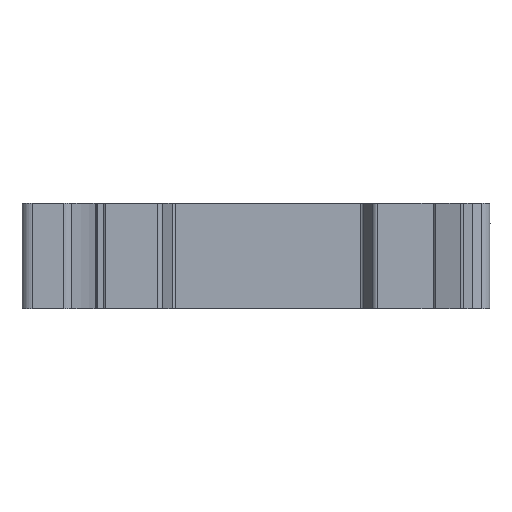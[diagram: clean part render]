
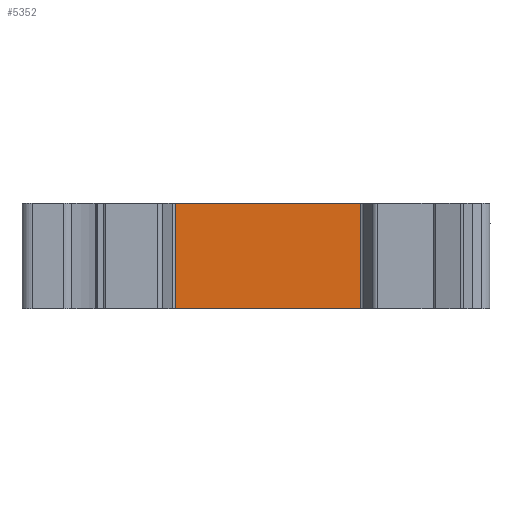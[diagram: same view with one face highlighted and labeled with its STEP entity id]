
A CAD part, front view. The second image highlights one B-rep face of the part: STEP entity #5352.
In plain terms, the highlighted planar face has unit normal (0, -1, 0).
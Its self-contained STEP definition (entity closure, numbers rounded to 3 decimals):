
#673 = CARTESIAN_POINT ( 'NONE',  ( -8.746, -9.001, 10. ) ) ;
#675 = CARTESIAN_POINT ( 'NONE',  ( 8.746, -9.001, 10. ) ) ;
#759 = DIRECTION ( 'NONE',  ( 0., 0., -1. ) ) ;
#788 = DIRECTION ( 'NONE',  ( 0., 0., -1. ) ) ;
#1035 = CARTESIAN_POINT ( 'NONE',  ( 8.746, -9.001, 0. ) ) ;
#1058 = DIRECTION ( 'NONE',  ( -1., 0., 0. ) ) ;
#2073 = EDGE_CURVE ( 'NONE', #7747, #7748, #8238, .T. ) ;
#3277 = CARTESIAN_POINT ( 'NONE',  ( -8.746, -9.001, 10. ) ) ;
#3307 = DIRECTION ( 'NONE',  ( 1., 0., 0. ) ) ;
#3737 = EDGE_CURVE ( 'NONE', #7455, #7312, #4642, .T. ) ;
#3815 = EDGE_CURVE ( 'NONE', #7747, #7312, #5129, .T. ) ;
#3816 = EDGE_CURVE ( 'NONE', #7748, #7455, #4917, .T. ) ;
#4020 = AXIS2_PLACEMENT_3D ( 'NONE', #6519, #6518, #6517 ) ;
#4642 = LINE ( 'NONE', #1035, #5097 ) ;
#4822 = VECTOR ( 'NONE', #759, 1000. ) ;
#4900 = VECTOR ( 'NONE', #788, 1000. ) ;
#4917 = LINE ( 'NONE', #675, #4822 ) ;
#5097 = VECTOR ( 'NONE', #1058, 1000. ) ;
#5129 = LINE ( 'NONE', #673, #4900 ) ;
#5352 = ADVANCED_FACE ( 'NONE', ( #5461 ), #6533, .F. ) ;
#5461 = FACE_OUTER_BOUND ( 'NONE', #7712, .T. ) ;
#5945 = CARTESIAN_POINT ( 'NONE',  ( 8.746, -9.001, 10. ) ) ;
#5947 = CARTESIAN_POINT ( 'NONE',  ( -8.746, -9.001, 10. ) ) ;
#6116 = CARTESIAN_POINT ( 'NONE',  ( 8.746, -9.001, 0. ) ) ;
#6195 = CARTESIAN_POINT ( 'NONE',  ( -8.746, -9.001, 0. ) ) ;
#6517 = DIRECTION ( 'NONE',  ( 0., 0., 1. ) ) ;
#6518 = DIRECTION ( 'NONE',  ( 0., 1., 0. ) ) ;
#6519 = CARTESIAN_POINT ( 'NONE',  ( -8.746, -9.001, 10. ) ) ;
#6533 = PLANE ( 'NONE',  #4020 ) ;
#7097 = ORIENTED_EDGE ( 'NONE', *, *, #3815, .T. ) ;
#7098 = ORIENTED_EDGE ( 'NONE', *, *, #3737, .F. ) ;
#7099 = ORIENTED_EDGE ( 'NONE', *, *, #3816, .F. ) ;
#7100 = ORIENTED_EDGE ( 'NONE', *, *, #2073, .F. ) ;
#7312 = VERTEX_POINT ( 'NONE', #6195 ) ;
#7455 = VERTEX_POINT ( 'NONE', #6116 ) ;
#7712 = EDGE_LOOP ( 'NONE', ( #7097, #7098, #7099, #7100 ) ) ;
#7747 = VERTEX_POINT ( 'NONE', #5947 ) ;
#7748 = VERTEX_POINT ( 'NONE', #5945 ) ;
#8235 = VECTOR ( 'NONE', #3307, 1000. ) ;
#8238 = LINE ( 'NONE', #3277, #8235 ) ;
